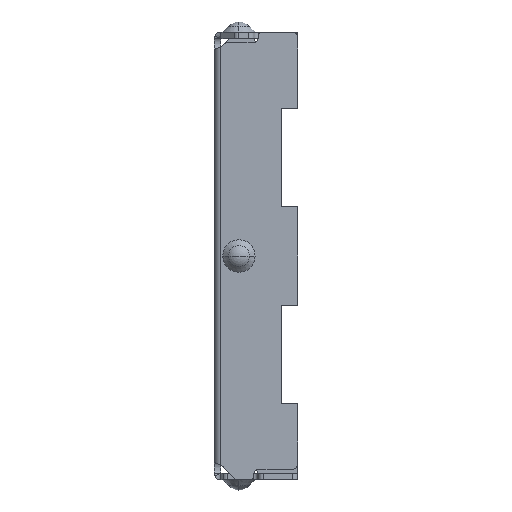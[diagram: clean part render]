
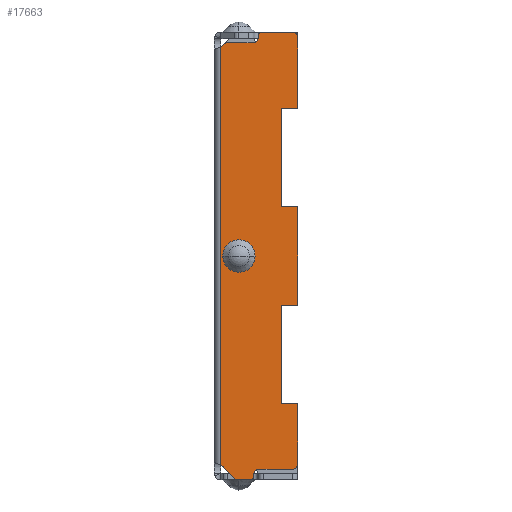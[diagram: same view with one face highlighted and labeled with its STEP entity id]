
A CAD part, left-side view. The second image highlights one B-rep face of the part: STEP entity #17663.
In plain terms, the highlighted planar face has unit normal (-1, 0, 0).
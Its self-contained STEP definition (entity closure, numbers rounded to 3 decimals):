
#6863=DIRECTION('',(0.,1.,0.));
#6864=VECTOR('',#6863,0.5);
#6865=CARTESIAN_POINT('',(-6.35,-1.27,-4.5));
#6866=LINE('',#6865,#6864);
#6870=DIRECTION('',(0.,1.,0.));
#6871=VECTOR('',#6870,1.035);
#6872=CARTESIAN_POINT('',(-6.35,-1.12,-6.5));
#6873=LINE('',#6872,#6871);
#6877=DIRECTION('',(0.,-1.,0.));
#6878=VECTOR('',#6877,0.332);
#6879=CARTESIAN_POINT('',(-6.35,0.547,-6.83));
#6880=LINE('',#6879,#6878);
#6884=DIRECTION('',(0.,-0.707,-0.707));
#6885=VECTOR('',#6884,0.589);
#6886=CARTESIAN_POINT('',(-6.35,1.07,-6.369));
#6887=LINE('',#6886,#6885);
#6891=DIRECTION('',(0.,0.,-1.));
#6892=VECTOR('',#6891,12.739);
#6893=CARTESIAN_POINT('',(-6.35,1.07,6.369));
#6894=LINE('',#6893,#6892);
#6898=DIRECTION('',(0.,0.707,-0.707));
#6899=VECTOR('',#6898,0.123);
#6900=CARTESIAN_POINT('',(-6.35,0.983,6.456));
#6901=LINE('',#6900,#6899);
#6905=DIRECTION('',(0.,-1.,0.));
#6906=VECTOR('',#6905,0.792);
#6907=CARTESIAN_POINT('',(-6.35,0.877,6.5));
#6908=LINE('',#6907,#6906);
#6912=DIRECTION('',(0.,1.,0.));
#6913=VECTOR('',#6912,0.905);
#6914=CARTESIAN_POINT('',(-6.35,-1.12,6.83));
#6915=LINE('',#6914,#6913);
#6919=DIRECTION('',(0.,1.,0.));
#6920=VECTOR('',#6919,0.5);
#6921=CARTESIAN_POINT('',(-6.35,-1.27,4.5));
#6922=LINE('',#6921,#6920);
#6926=DIRECTION('',(0.,0.,1.));
#6927=VECTOR('',#6926,3.);
#6928=CARTESIAN_POINT('',(-6.35,-0.77,1.5));
#6929=LINE('',#6928,#6927);
#6933=DIRECTION('',(0.,1.,0.));
#6934=VECTOR('',#6933,0.5);
#6935=CARTESIAN_POINT('',(-6.35,-1.27,1.5));
#6936=LINE('',#6935,#6934);
#6940=DIRECTION('',(0.,1.,0.));
#6941=VECTOR('',#6940,0.5);
#6942=CARTESIAN_POINT('',(-6.35,-1.27,-1.5));
#6943=LINE('',#6942,#6941);
#6947=DIRECTION('',(0.,0.,1.));
#6948=VECTOR('',#6947,3.);
#6949=CARTESIAN_POINT('',(-6.35,-0.77,-4.5));
#6950=LINE('',#6949,#6948);
#6954=CARTESIAN_POINT('',(-6.35,0.52,0.));
#6955=DIRECTION('',(1.,0.,0.));
#6956=DIRECTION('',(0.,1.,0.));
#6957=AXIS2_PLACEMENT_3D('',#6954,#6955,#6956);
#6962=CARTESIAN_POINT('',(-6.35,0.52,0.));
#6963=DIRECTION('',(1.,0.,0.));
#6964=DIRECTION('',(0.,-1.,0.));
#6965=AXIS2_PLACEMENT_3D('',#6962,#6963,#6964);
#6984=DIRECTION('',(0.,0.,1.));
#6985=VECTOR('',#6984,1.85);
#6986=CARTESIAN_POINT('',(-6.35,-1.27,-6.35));
#6987=LINE('',#6986,#6985);
#6991=DIRECTION('',(0.,0.,1.));
#6992=VECTOR('',#6991,3.);
#6993=CARTESIAN_POINT('',(-6.35,-1.27,-1.5));
#6994=LINE('',#6993,#6992);
#7012=DIRECTION('',(0.,0.,1.));
#7013=VECTOR('',#7012,2.18);
#7014=CARTESIAN_POINT('',(-6.35,-1.27,4.5));
#7015=LINE('',#7014,#7013);
#7033=CARTESIAN_POINT('',(-6.35,-1.12,-6.35));
#7034=DIRECTION('',(-1.,0.,0.));
#7035=DIRECTION('',(0.,0.,-1.));
#7036=AXIS2_PLACEMENT_3D('',#7033,#7034,#7035);
#7063=CARTESIAN_POINT('',(-6.35,-0.085,-6.65));
#7064=DIRECTION('',(1.,0.,0.));
#7065=DIRECTION('',(0.,1.,0.));
#7066=AXIS2_PLACEMENT_3D('',#7063,#7064,#7065);
#7086=DIRECTION('',(0.,0.,1.));
#7087=VECTOR('',#7086,0.03);
#7088=CARTESIAN_POINT('',(-6.35,0.065,-6.68));
#7089=LINE('',#7088,#7087);
#7100=CARTESIAN_POINT('',(-6.35,0.215,-6.68));
#7101=DIRECTION('',(-1.,0.,0.));
#7102=DIRECTION('',(0.,0.,-1.));
#7103=AXIS2_PLACEMENT_3D('',#7100,#7101,#7102);
#7130=CARTESIAN_POINT('',(-6.35,0.547,-6.68));
#7131=DIRECTION('',(-1.,0.,0.));
#7132=DIRECTION('',(0.,0.707,-0.707));
#7133=AXIS2_PLACEMENT_3D('',#7130,#7131,#7132);
#7202=CARTESIAN_POINT('',(-6.35,-1.12,6.68));
#7203=DIRECTION('',(-1.,0.,0.));
#7204=DIRECTION('',(0.,-1.,0.));
#7205=AXIS2_PLACEMENT_3D('',#7202,#7203,#7204);
#7232=CARTESIAN_POINT('',(-6.35,-0.215,6.68));
#7233=DIRECTION('',(-1.,0.,0.));
#7234=DIRECTION('',(0.,0.,1.));
#7235=AXIS2_PLACEMENT_3D('',#7232,#7233,#7234);
#7255=DIRECTION('',(0.,0.,-1.));
#7256=VECTOR('',#7255,0.03);
#7257=CARTESIAN_POINT('',(-6.35,-0.065,6.68));
#7258=LINE('',#7257,#7256);
#7269=CARTESIAN_POINT('',(-6.35,0.085,6.65));
#7270=DIRECTION('',(1.,0.,0.));
#7271=DIRECTION('',(0.,-1.,0.));
#7272=AXIS2_PLACEMENT_3D('',#7269,#7270,#7271);
#7299=CARTESIAN_POINT('',(-6.35,0.877,6.35));
#7300=DIRECTION('',(-1.,0.,0.));
#7301=DIRECTION('',(0.,0.,1.));
#7302=AXIS2_PLACEMENT_3D('',#7299,#7300,#7301);
#10430=CARTESIAN_POINT('',(-6.35,-0.065,6.65));
#10432=VERTEX_POINT('',#10430);
#10434=CARTESIAN_POINT('',(-6.35,0.085,6.5));
#10436=VERTEX_POINT('',#10434);
#10439=CARTESIAN_POINT('',(-6.35,0.877,6.5));
#10441=VERTEX_POINT('',#10439);
#10442=CARTESIAN_POINT('',(-6.35,0.983,6.456));
#10443=VERTEX_POINT('',#10442);
#10447=CARTESIAN_POINT('',(-6.35,-0.215,6.83));
#10449=VERTEX_POINT('',#10447);
#10450=CARTESIAN_POINT('',(-6.35,-0.065,6.68));
#10451=VERTEX_POINT('',#10450);
#10455=CARTESIAN_POINT('',(-6.35,-1.27,6.68));
#10457=VERTEX_POINT('',#10455);
#10458=CARTESIAN_POINT('',(-6.35,-1.12,6.83));
#10459=VERTEX_POINT('',#10458);
#10462=CARTESIAN_POINT('',(-6.35,1.07,6.369));
#10463=VERTEX_POINT('',#10462);
#10466=CARTESIAN_POINT('',(-6.35,0.065,-6.65));
#10468=VERTEX_POINT('',#10466);
#10470=CARTESIAN_POINT('',(-6.35,-0.085,-6.5));
#10472=VERTEX_POINT('',#10470);
#10475=CARTESIAN_POINT('',(-6.35,-1.12,-6.5));
#10477=VERTEX_POINT('',#10475);
#10478=CARTESIAN_POINT('',(-6.35,-1.27,-6.35));
#10479=VERTEX_POINT('',#10478);
#10483=CARTESIAN_POINT('',(-6.35,0.215,-6.83));
#10485=VERTEX_POINT('',#10483);
#10486=CARTESIAN_POINT('',(-6.35,0.065,-6.68));
#10487=VERTEX_POINT('',#10486);
#10491=CARTESIAN_POINT('',(-6.35,0.653,-6.786));
#10493=VERTEX_POINT('',#10491);
#10494=CARTESIAN_POINT('',(-6.35,0.547,-6.83));
#10495=VERTEX_POINT('',#10494);
#10498=CARTESIAN_POINT('',(-6.35,1.07,-6.369));
#10499=VERTEX_POINT('',#10498);
#10698=CARTESIAN_POINT('',(-6.35,-1.27,1.5));
#10699=CARTESIAN_POINT('',(-6.35,-0.77,1.5));
#10700=VERTEX_POINT('',#10698);
#10701=VERTEX_POINT('',#10699);
#10702=CARTESIAN_POINT('',(-6.35,-0.77,4.5));
#10703=VERTEX_POINT('',#10702);
#10704=CARTESIAN_POINT('',(-6.35,-1.27,4.5));
#10705=VERTEX_POINT('',#10704);
#10714=CARTESIAN_POINT('',(-6.35,-1.27,-4.5));
#10715=CARTESIAN_POINT('',(-6.35,-0.77,-4.5));
#10716=VERTEX_POINT('',#10714);
#10717=VERTEX_POINT('',#10715);
#10718=CARTESIAN_POINT('',(-6.35,-0.77,-1.5));
#10719=VERTEX_POINT('',#10718);
#10720=CARTESIAN_POINT('',(-6.35,-1.27,-1.5));
#10721=VERTEX_POINT('',#10720);
#10950=CARTESIAN_POINT('',(-6.35,1.013,0.));
#10951=CARTESIAN_POINT('',(-6.35,0.027,0.));
#10952=VERTEX_POINT('',#10950);
#10953=VERTEX_POINT('',#10951);
#17600=CARTESIAN_POINT('',(-6.35,1.07,6.63));
#17601=DIRECTION('',(-1.,0.,0.));
#17602=DIRECTION('',(0.,-1.,0.));
#17603=AXIS2_PLACEMENT_3D('',#17600,#17601,#17602);
#17604=PLANE('',#17603);
#17605=ORIENTED_EDGE('',*,*,#17590,.F.);
#17607=ORIENTED_EDGE('',*,*,#17606,.F.);
#17609=ORIENTED_EDGE('',*,*,#17608,.F.);
#17611=ORIENTED_EDGE('',*,*,#17610,.T.);
#17613=ORIENTED_EDGE('',*,*,#17612,.F.);
#17615=ORIENTED_EDGE('',*,*,#17614,.F.);
#17617=ORIENTED_EDGE('',*,*,#17616,.F.);
#17619=ORIENTED_EDGE('',*,*,#17618,.F.);
#17621=ORIENTED_EDGE('',*,*,#17620,.F.);
#17623=ORIENTED_EDGE('',*,*,#17622,.F.);
#17624=ORIENTED_EDGE('',*,*,#12942,.F.);
#17626=ORIENTED_EDGE('',*,*,#17625,.F.);
#17628=ORIENTED_EDGE('',*,*,#17627,.F.);
#17630=ORIENTED_EDGE('',*,*,#17629,.T.);
#17632=ORIENTED_EDGE('',*,*,#17631,.F.);
#17634=ORIENTED_EDGE('',*,*,#17633,.F.);
#17636=ORIENTED_EDGE('',*,*,#17635,.F.);
#17638=ORIENTED_EDGE('',*,*,#17637,.F.);
#17640=ORIENTED_EDGE('',*,*,#17639,.F.);
#17642=ORIENTED_EDGE('',*,*,#17641,.F.);
#17644=ORIENTED_EDGE('',*,*,#17643,.T.);
#17646=ORIENTED_EDGE('',*,*,#17645,.F.);
#17648=ORIENTED_EDGE('',*,*,#17647,.F.);
#17650=ORIENTED_EDGE('',*,*,#17649,.F.);
#17652=ORIENTED_EDGE('',*,*,#17651,.T.);
#17654=ORIENTED_EDGE('',*,*,#17653,.F.);
#17655=EDGE_LOOP('',(#17605,#17607,#17609,#17611,#17613,#17615,#17617,#17619,
#17621,#17623,#17624,#17626,#17628,#17630,#17632,#17634,#17636,#17638,#17640,
#17642,#17644,#17646,#17648,#17650,#17652,#17654));
#17656=FACE_OUTER_BOUND('',#17655,.F.);
#17658=ORIENTED_EDGE('',*,*,#17657,.F.);
#17660=ORIENTED_EDGE('',*,*,#17659,.F.);
#17661=EDGE_LOOP('',(#17658,#17660));
#17662=FACE_BOUND('',#17661,.F.);
#6958=CIRCLE('',#6957,0.493);
#6966=CIRCLE('',#6965,0.493);
#7037=CIRCLE('',#7036,0.15);
#7067=CIRCLE('',#7066,0.15);
#7104=CIRCLE('',#7103,0.15);
#7134=CIRCLE('',#7133,0.15);
#7206=CIRCLE('',#7205,0.15);
#7236=CIRCLE('',#7235,0.15);
#7273=CIRCLE('',#7272,0.15);
#7303=CIRCLE('',#7302,0.15);
#12942=EDGE_CURVE('',#10463,#10499,#6894,.T.);
#17590=EDGE_CURVE('',#10716,#10717,#6866,.T.);
#17606=EDGE_CURVE('',#10479,#10716,#6987,.T.);
#17608=EDGE_CURVE('',#10477,#10479,#7037,.T.);
#17610=EDGE_CURVE('',#10477,#10472,#6873,.T.);
#17612=EDGE_CURVE('',#10468,#10472,#7067,.T.);
#17614=EDGE_CURVE('',#10487,#10468,#7089,.T.);
#17616=EDGE_CURVE('',#10485,#10487,#7104,.T.);
#17618=EDGE_CURVE('',#10495,#10485,#6880,.T.);
#17620=EDGE_CURVE('',#10493,#10495,#7134,.T.);
#17622=EDGE_CURVE('',#10499,#10493,#6887,.T.);
#17625=EDGE_CURVE('',#10443,#10463,#6901,.T.);
#17627=EDGE_CURVE('',#10441,#10443,#7303,.T.);
#17629=EDGE_CURVE('',#10441,#10436,#6908,.T.);
#17631=EDGE_CURVE('',#10432,#10436,#7273,.T.);
#17633=EDGE_CURVE('',#10451,#10432,#7258,.T.);
#17635=EDGE_CURVE('',#10449,#10451,#7236,.T.);
#17637=EDGE_CURVE('',#10459,#10449,#6915,.T.);
#17639=EDGE_CURVE('',#10457,#10459,#7206,.T.);
#17641=EDGE_CURVE('',#10705,#10457,#7015,.T.);
#17643=EDGE_CURVE('',#10705,#10703,#6922,.T.);
#17645=EDGE_CURVE('',#10701,#10703,#6929,.T.);
#17647=EDGE_CURVE('',#10700,#10701,#6936,.T.);
#17649=EDGE_CURVE('',#10721,#10700,#6994,.T.);
#17651=EDGE_CURVE('',#10721,#10719,#6943,.T.);
#17653=EDGE_CURVE('',#10717,#10719,#6950,.T.);
#17657=EDGE_CURVE('',#10952,#10953,#6958,.T.);
#17659=EDGE_CURVE('',#10953,#10952,#6966,.T.);
#17663=ADVANCED_FACE('',(#17656,#17662),#17604,.T.);
